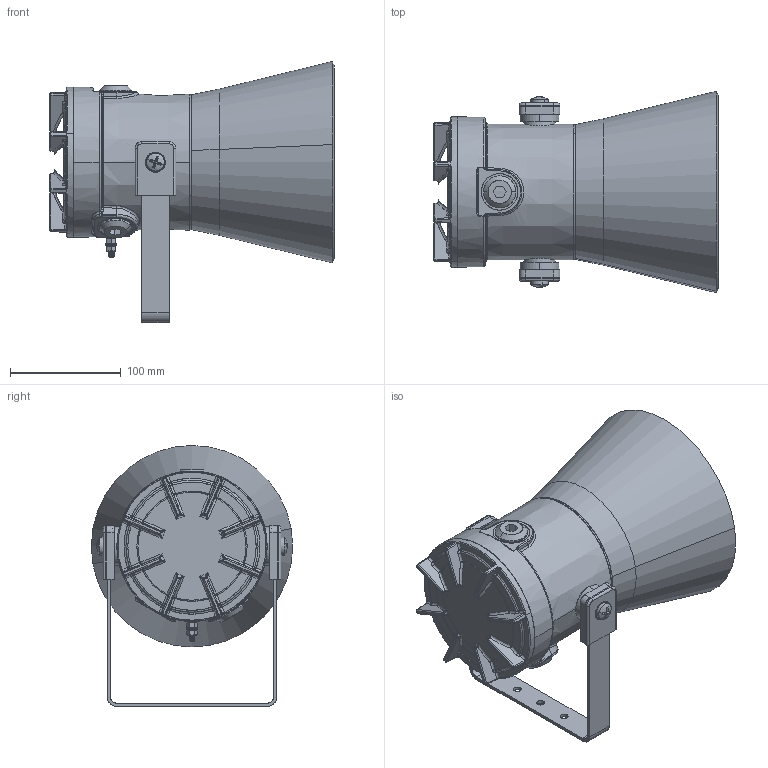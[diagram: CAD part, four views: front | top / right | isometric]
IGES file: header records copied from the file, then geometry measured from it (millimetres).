
Start section: SolidWorks IGES file using analytic representation for surfaces
Global section: file name: SK0385-3D_Issue_A.IGS; native system: SolidWorks 2016; preprocessor: SolidWorks 2016; author: madhav.vyas; date: 160602.104139; units: millimetre
Bounding box: 257.1 x 182.2 x 236.1 mm (x, y, z)
Surface area: 380197.3 mm2 (no closed solid volume)
Topology: 0 solids, 0 shells, 1221 faces, 18818 edges, 18795 vertices
Faces by surface type: revolution 622, bspline 599
